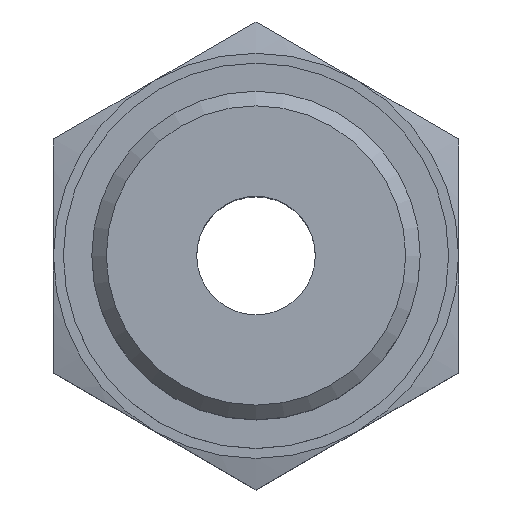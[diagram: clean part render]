
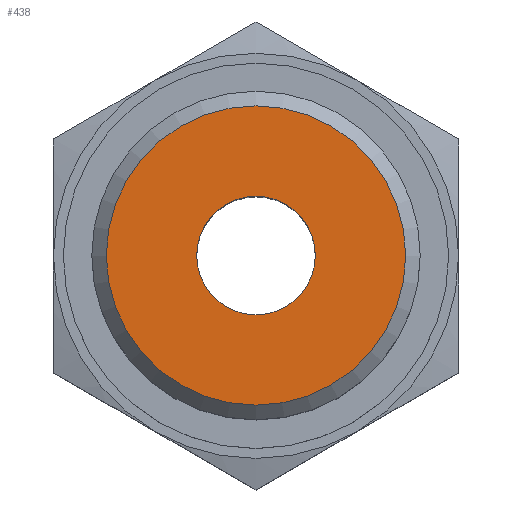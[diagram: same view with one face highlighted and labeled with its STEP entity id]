
A CAD part, top view. The second image highlights one B-rep face of the part: STEP entity #438.
In plain terms, the highlighted planar face has unit normal (0, 0, 1).
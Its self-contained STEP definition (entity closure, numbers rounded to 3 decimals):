
#37=PLANE('',#497);
#59=CIRCLE('',#495,15.146);
#61=CIRCLE('',#498,6.);
#108=ORIENTED_EDGE('',*,*,#222,.T.);
#109=ORIENTED_EDGE('',*,*,#220,.F.);
#220=EDGE_CURVE('',#269,#269,#59,.T.);
#222=EDGE_CURVE('',#271,#271,#61,.T.);
#269=VERTEX_POINT('',#790);
#271=VERTEX_POINT('',#795);
#322=EDGE_LOOP('',(#108));
#323=EDGE_LOOP('',(#109));
#372=FACE_BOUND('',#322,.T.);
#373=FACE_BOUND('',#323,.T.);
#438=ADVANCED_FACE('',(#372,#373),#37,.T.);
#495=AXIS2_PLACEMENT_3D('',#789,#579,#580);
#497=AXIS2_PLACEMENT_3D('',#793,#583,#584);
#498=AXIS2_PLACEMENT_3D('',#794,#585,#586);
#579=DIRECTION('',(0.,0.,-1.));
#580=DIRECTION('',(-1.,0.,0.));
#583=DIRECTION('',(0.,0.,1.));
#584=DIRECTION('',(1.,0.,0.));
#585=DIRECTION('',(0.,0.,-1.));
#586=DIRECTION('',(-1.,0.,0.));
#789=CARTESIAN_POINT('',(0.,0.,18.));
#790=CARTESIAN_POINT('',(-15.146,0.,18.));
#793=CARTESIAN_POINT('',(0.,15.146,18.));
#794=CARTESIAN_POINT('',(0.,0.,18.));
#795=CARTESIAN_POINT('',(-6.,0.,18.));
